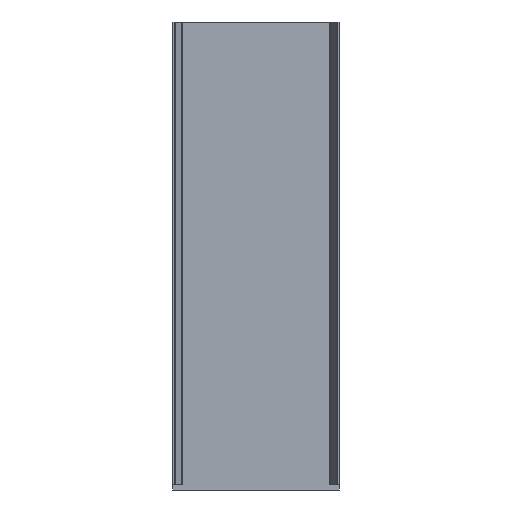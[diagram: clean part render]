
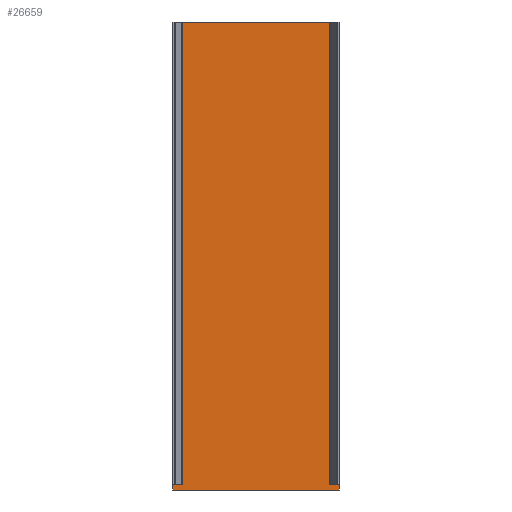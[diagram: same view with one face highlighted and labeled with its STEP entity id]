
A CAD part, left-side view. The second image highlights one B-rep face of the part: STEP entity #26659.
In plain terms, the highlighted planar face has unit normal (-1, 0, 0).
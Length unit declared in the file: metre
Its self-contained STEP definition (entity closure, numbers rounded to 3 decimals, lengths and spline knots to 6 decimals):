
#3710=ORIENTED_EDGE('',*,*,#9429,.F.);
#3711=ORIENTED_EDGE('',*,*,#9491,.T.);
#3712=ORIENTED_EDGE('',*,*,#9492,.T.);
#3713=ORIENTED_EDGE('',*,*,#9493,.T.);
#3714=ORIENTED_EDGE('',*,*,#9494,.F.);
#3715=ORIENTED_EDGE('',*,*,#9495,.F.);
#3716=ORIENTED_EDGE('',*,*,#9484,.F.);
#3717=ORIENTED_EDGE('',*,*,#9443,.F.);
#9429=EDGE_CURVE('',#12623,#12625,#15744,.T.);
#9443=EDGE_CURVE('',#12625,#12638,#15758,.T.);
#9484=EDGE_CURVE('',#12638,#12666,#15795,.T.);
#9491=EDGE_CURVE('',#12623,#12677,#15802,.T.);
#9492=EDGE_CURVE('',#12677,#12678,#15803,.T.);
#9493=EDGE_CURVE('',#12678,#12679,#15804,.T.);
#9494=EDGE_CURVE('',#12680,#12679,#15805,.T.);
#9495=EDGE_CURVE('',#12666,#12680,#15806,.T.);
#12623=VERTEX_POINT('',#38570);
#12625=VERTEX_POINT('',#38573);
#12638=VERTEX_POINT('',#38601);
#12666=VERTEX_POINT('',#38665);
#12677=VERTEX_POINT('',#38697);
#12678=VERTEX_POINT('',#38699);
#12679=VERTEX_POINT('',#38701);
#12680=VERTEX_POINT('',#38703);
#15744=LINE('',#38572,#19501);
#15758=LINE('',#38600,#19515);
#15795=LINE('',#38682,#19552);
#15802=LINE('',#38696,#19559);
#15803=LINE('',#38698,#19560);
#15804=LINE('',#38700,#19561);
#15805=LINE('',#38702,#19562);
#15806=LINE('',#38704,#19563);
#19501=VECTOR('',#31615,1.);
#19515=VECTOR('',#31631,1.);
#19552=VECTOR('',#31684,1.);
#19559=VECTOR('',#31701,1.);
#19560=VECTOR('',#31702,1.);
#19561=VECTOR('',#31703,1.);
#19562=VECTOR('',#31704,1.);
#19563=VECTOR('',#31705,1.);
#22273=EDGE_LOOP('',(#3710,#3711,#3712,#3713,#3714,#3715,#3716,#3717));
#23942=FACE_BOUND('',#22273,.T.);
#25409=PLANE('',#27942);
#26659=ADVANCED_FACE('',(#23942),#25409,.T.);
#27942=AXIS2_PLACEMENT_3D('',#38695,#31699,#31700);
#31615=DIRECTION('',(0.,1.,0.));
#31631=DIRECTION('',(0.,0.,1.));
#31684=DIRECTION('',(0.,-1.,0.));
#31699=DIRECTION('',(-1.,0.,0.));
#31700=DIRECTION('',(0.,-1.,0.));
#31701=DIRECTION('',(0.,0.,1.));
#31702=DIRECTION('',(0.,1.,0.));
#31703=DIRECTION('',(0.,0.,1.));
#31704=DIRECTION('',(0.,-1.,0.));
#31705=DIRECTION('',(0.,0.,1.));
#38570=CARTESIAN_POINT('',(-0.013813,-0.11715,-0.14855));
#38572=CARTESIAN_POINT('',(-0.013813,-0.11715,-0.14855));
#38573=CARTESIAN_POINT('',(-0.013813,-0.05485,-0.14855));
#38600=CARTESIAN_POINT('',(-0.013813,-0.05485,-0.14855));
#38601=CARTESIAN_POINT('',(-0.013813,-0.05485,-0.14655));
#38665=CARTESIAN_POINT('',(-0.013813,-0.05848,-0.14655));
#38682=CARTESIAN_POINT('',(-0.013813,-0.077575,-0.14655));
#38695=CARTESIAN_POINT('',(-0.013813,-0.06915,-0.05255));
#38696=CARTESIAN_POINT('',(-0.013813,-0.11715,-0.14855));
#38697=CARTESIAN_POINT('',(-0.013813,-0.11715,-0.14655));
#38698=CARTESIAN_POINT('',(-0.013813,-0.094425,-0.14655));
#38699=CARTESIAN_POINT('',(-0.013813,-0.11352,-0.14655));
#38700=CARTESIAN_POINT('',(-0.013813,-0.11352,0.06945));
#38701=CARTESIAN_POINT('',(-0.013813,-0.11352,0.02645));
#38702=CARTESIAN_POINT('',(-0.013813,-0.06915,0.02645));
#38703=CARTESIAN_POINT('',(-0.013813,-0.05848,0.02645));
#38704=CARTESIAN_POINT('',(-0.013813,-0.05848,0.06945));
